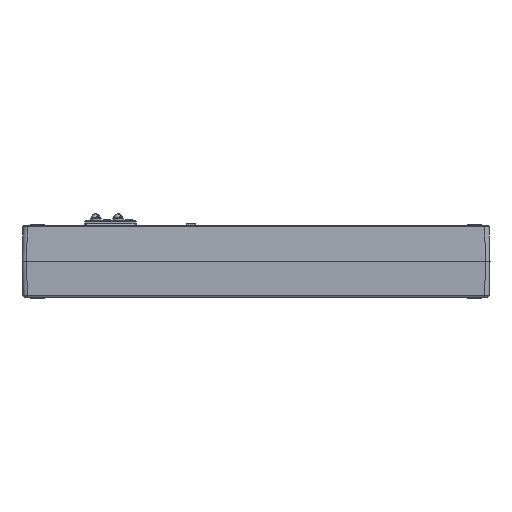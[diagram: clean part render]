
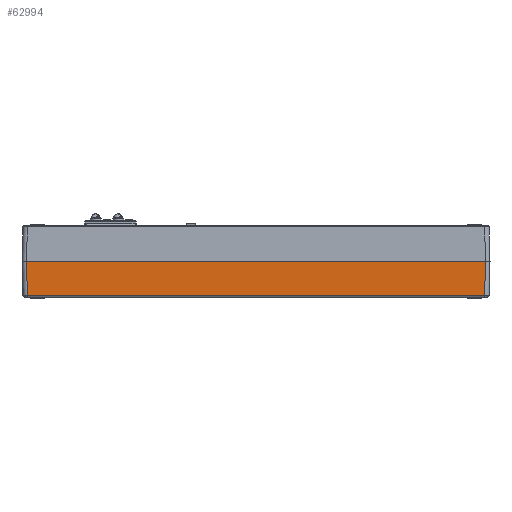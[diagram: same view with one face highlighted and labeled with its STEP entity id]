
A CAD part, left-side view. The second image highlights one B-rep face of the part: STEP entity #62994.
In plain terms, the highlighted planar face has unit normal (-1, 0, -0.026).
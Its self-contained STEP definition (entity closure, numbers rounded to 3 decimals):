
#32909 = ORIENTED_EDGE ( 'NONE', *, *, #47522, .F. ) ;
#32932 = ORIENTED_EDGE ( 'NONE', *, *, #47625, .F. ) ;
#32943 = ORIENTED_EDGE ( 'NONE', *, *, #47693, .F. ) ;
#32950 = ORIENTED_EDGE ( 'NONE', *, *, #47702, .F. ) ;
#45789 = VERTEX_POINT ( 'NONE', #71677 ) ;
#45856 = VERTEX_POINT ( 'NONE', #71696 ) ;
#45883 = VERTEX_POINT ( 'NONE', #71783 ) ;
#46467 = VERTEX_POINT ( 'NONE', #72489 ) ;
#47522 = EDGE_CURVE ( 'NONE', #45789, #45856, #76469, .T. ) ;
#47625 = EDGE_CURVE ( 'NONE', #45856, #46467, #76639, .T. ) ;
#47693 = EDGE_CURVE ( 'NONE', #46467, #45883, #76910, .T. ) ;
#47702 = EDGE_CURVE ( 'NONE', #45883, #45789, #76806, .T. ) ;
#62994 = ADVANCED_FACE ( 'NONE', ( #111028 ), #113371, .T. ) ;
#71677 = CARTESIAN_POINT ( 'NONE',  ( -390., 255.002, 0. ) ) ;
#71696 = CARTESIAN_POINT ( 'NONE',  ( -390., -255.002, 0. ) ) ;
#71783 = CARTESIAN_POINT ( 'NONE',  ( -389.004, 254.005, -38.052 ) ) ;
#72489 = CARTESIAN_POINT ( 'NONE',  ( -389.004, -254.005, -38.052 ) ) ;
#75270 = EDGE_LOOP ( 'NONE', ( #32932, #32909, #32950, #32943 ) ) ;
#76469 = LINE ( 'NONE', #82290, #76551 ) ;
#76551 = VECTOR ( 'NONE', #82286, 1000. ) ;
#76639 = LINE ( 'NONE', #82374, #76942 ) ;
#76806 = LINE ( 'NONE', #81386, #76820 ) ;
#76820 = VECTOR ( 'NONE', #81385, 1000. ) ;
#76905 = VECTOR ( 'NONE', #81328, 1000. ) ;
#76910 = LINE ( 'NONE', #81357, #76905 ) ;
#76942 = VECTOR ( 'NONE', #82409, 1000. ) ;
#81328 = DIRECTION ( 'NONE',  ( 0., 1., 0. ) ) ;
#81357 = CARTESIAN_POINT ( 'NONE',  ( -389.004, 253.954, -38.052 ) ) ;
#81385 = DIRECTION ( 'NONE',  ( -0.026, 0.026, 0.999 ) ) ;
#81386 = CARTESIAN_POINT ( 'NONE',  ( -389.825, 254.827, -6.668 ) ) ;
#82286 = DIRECTION ( 'NONE',  ( 0., -1., 0. ) ) ;
#82290 = CARTESIAN_POINT ( 'NONE',  ( -390., 0., 0. ) ) ;
#82374 = CARTESIAN_POINT ( 'NONE',  ( -389.825, -254.827, -6.668 ) ) ;
#82409 = DIRECTION ( 'NONE',  ( 0.026, 0.026, -0.999 ) ) ;
#111028 = FACE_OUTER_BOUND ( 'NONE', #75270, .T. ) ;
#113328 = CARTESIAN_POINT ( 'NONE',  ( -390., 0., 0. ) ) ;
#113371 = PLANE ( 'NONE',  #117011 ) ;
#113382 = DIRECTION ( 'NONE',  ( -1., 0., -0.026 ) ) ;
#113406 = DIRECTION ( 'NONE',  ( 0.026, 0., -1. ) ) ;
#117011 = AXIS2_PLACEMENT_3D ( 'NONE', #113328, #113382, #113406 ) ;
